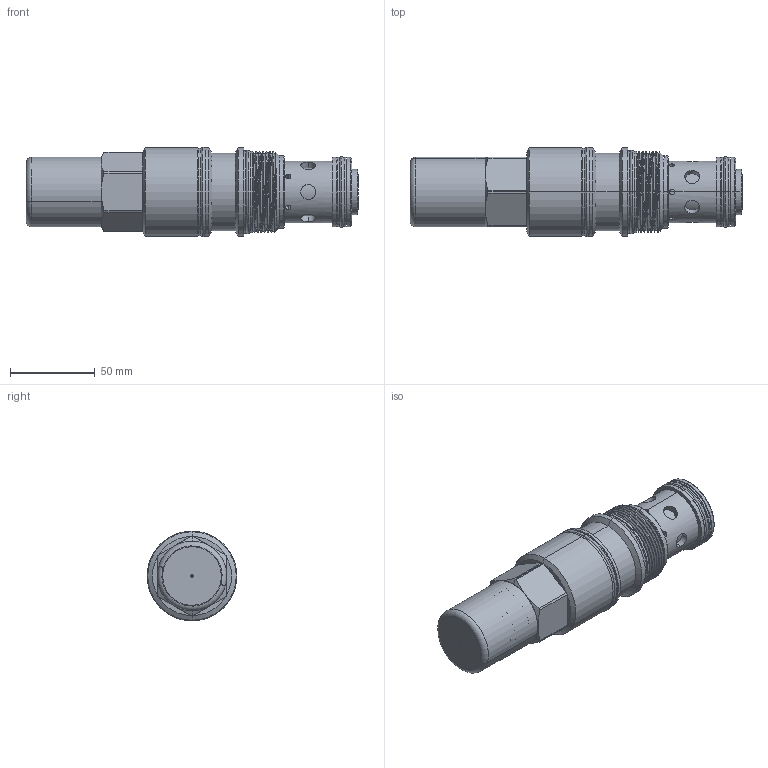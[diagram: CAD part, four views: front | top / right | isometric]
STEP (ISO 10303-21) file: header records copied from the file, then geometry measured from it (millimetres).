
FILE_DESCRIPTION (( 'STEP AP203' ), '1' );
FILE_NAME ('SC19A30-C.STEP', '2020-03-25T03:01:21', ( '' ), ( '' ), 'SwSTEP 2.0', 'SolidWorks 2018', '' );
FILE_SCHEMA (( 'CONFIG_CONTROL_DESIGN' ));
Length unit declared in the file: millimetre
Products named in the file (1): SC19A30-C
Bounding box: 196.3 x 53.11 x 53.11 mm (x, y, z)
Volume: 263602.9 mm3; surface area: 59644.5 mm2
Topology: 9 solids, 9 shells, 350 faces, 798 edges, 491 vertices
Faces by surface type: cylinder 181, plane 71, cone 50, torus 37, bspline 9, sphere 2
Entity records: 18483 total; most frequent: CARTESIAN_POINT 10736, DIRECTION 1617, ORIENTED_EDGE 1592, EDGE_CURVE 796, AXIS2_PLACEMENT_3D 676, VERTEX_POINT 491, EDGE_LOOP 397, ADVANCED_FACE 350
